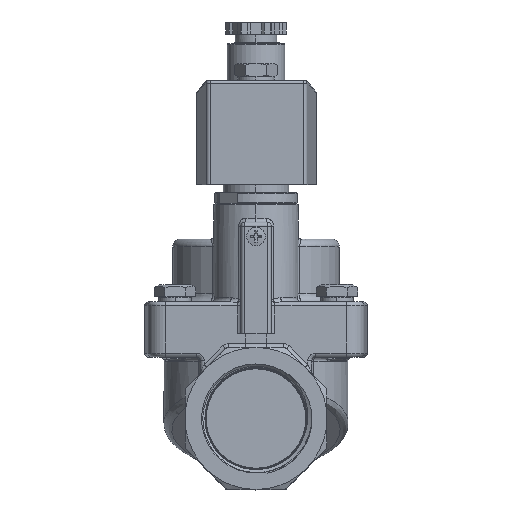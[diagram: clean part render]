
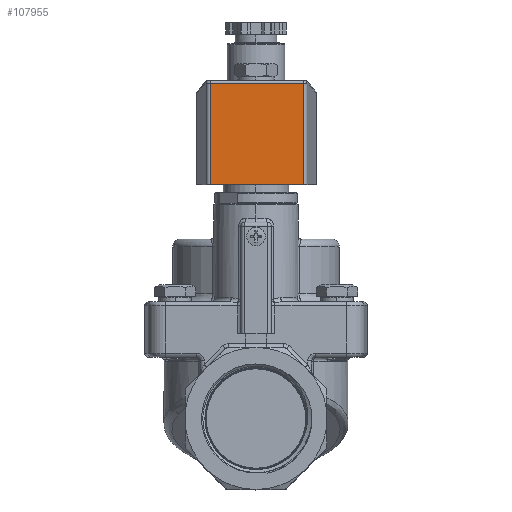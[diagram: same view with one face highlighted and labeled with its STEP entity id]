
A CAD part, top view. The second image highlights one B-rep face of the part: STEP entity #107955.
In plain terms, the highlighted planar face has unit normal (0, 0, 1).
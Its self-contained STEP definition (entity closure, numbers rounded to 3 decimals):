
#1190 = CARTESIAN_POINT ( 'NONE',  ( -18.788, 155.556, 53.35 ) ) ;
#4194 = VERTEX_POINT ( 'NONE', #109261 ) ;
#11221 = CARTESIAN_POINT ( 'NONE',  ( -17.484, 115.9, 53.35 ) ) ;
#14369 = DIRECTION ( 'NONE',  ( 0., -1., 0. ) ) ;
#28517 = FACE_OUTER_BOUND ( 'NONE', #97763, .T. ) ;
#31822 = CARTESIAN_POINT ( 'NONE',  ( -18.788, 154.556, 53.35 ) ) ;
#32604 = LINE ( 'NONE', #36831, #137253 ) ;
#36831 = CARTESIAN_POINT ( 'NONE',  ( 17.907, 155.556, 53.35 ) ) ;
#37844 = CARTESIAN_POINT ( 'NONE',  ( -18.788, 115.9, 53.35 ) ) ;
#38910 = EDGE_CURVE ( 'NONE', #159710, #116627, #160776, .T. ) ;
#42468 = VERTEX_POINT ( 'NONE', #11221 ) ;
#43097 = EDGE_CURVE ( 'NONE', #4194, #159710, #32604, .T. ) ;
#50490 = DIRECTION ( 'NONE',  ( -1., 0., 0. ) ) ;
#60251 = VECTOR ( 'NONE', #123548, 1000. ) ;
#66091 = ORIENTED_EDGE ( 'NONE', *, *, #153223, .F. ) ;
#68990 = CARTESIAN_POINT ( 'NONE',  ( -17.484, 155.696, 53.35 ) ) ;
#78266 = LINE ( 'NONE', #68990, #113205 ) ;
#81270 = LINE ( 'NONE', #37844, #151079 ) ;
#91845 = PLANE ( 'NONE',  #142778 ) ;
#92968 = DIRECTION ( 'NONE',  ( 0., 0., 1. ) ) ;
#97763 = EDGE_LOOP ( 'NONE', ( #132906, #122038, #139335, #66091 ) ) ;
#98900 = CARTESIAN_POINT ( 'NONE',  ( 17.907, 154.556, 53.35 ) ) ;
#107955 = ADVANCED_FACE ( 'NONE', ( #28517 ), #91845, .T. ) ;
#109261 = CARTESIAN_POINT ( 'NONE',  ( 17.907, 115.9, 53.35 ) ) ;
#113205 = VECTOR ( 'NONE', #147542, 1000. ) ;
#116627 = VERTEX_POINT ( 'NONE', #117126 ) ;
#117126 = CARTESIAN_POINT ( 'NONE',  ( -17.484, 154.556, 53.35 ) ) ;
#122038 = ORIENTED_EDGE ( 'NONE', *, *, #38910, .T. ) ;
#123548 = DIRECTION ( 'NONE',  ( -1., 0., 0. ) ) ;
#126413 = EDGE_CURVE ( 'NONE', #42468, #116627, #78266, .T. ) ;
#132906 = ORIENTED_EDGE ( 'NONE', *, *, #43097, .T. ) ;
#137253 = VECTOR ( 'NONE', #154362, 1000. ) ;
#139335 = ORIENTED_EDGE ( 'NONE', *, *, #126413, .F. ) ;
#142778 = AXIS2_PLACEMENT_3D ( 'NONE', #1190, #92968, #14369 ) ;
#147542 = DIRECTION ( 'NONE',  ( 0., 1., 0. ) ) ;
#151079 = VECTOR ( 'NONE', #50490, 1000. ) ;
#153223 = EDGE_CURVE ( 'NONE', #4194, #42468, #81270, .T. ) ;
#154362 = DIRECTION ( 'NONE',  ( 0., 1., 0. ) ) ;
#159710 = VERTEX_POINT ( 'NONE', #98900 ) ;
#160776 = LINE ( 'NONE', #31822, #60251 ) ;
